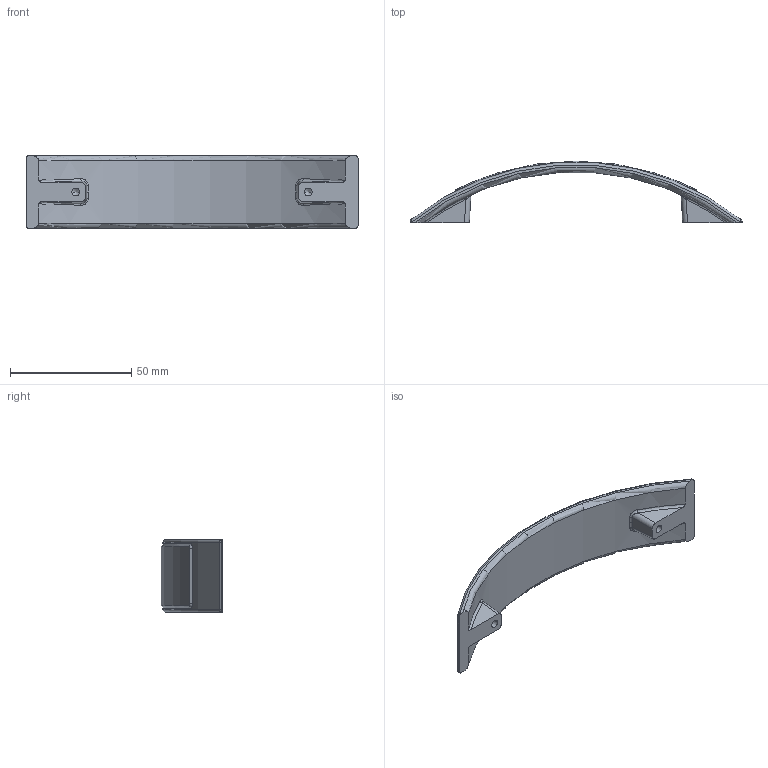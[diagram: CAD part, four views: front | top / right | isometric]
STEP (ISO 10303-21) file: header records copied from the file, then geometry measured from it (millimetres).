
FILE_DESCRIPTION(('Creo Elements/Direct Modeling STEP Export'),'2;1');
FILE_NAME('2184-137.stp','2021-05-27T 8:35:35',(''),(''),'Creo Elements/Direct Modeling STEP processor for AP214 (Solid Model)','Creo Elements/Direct Modeling 20.0 12-Nov-2016 (C) Parametric Technology GmbH','');
FILE_SCHEMA(('AUTOMOTIVE_DESIGN { 1 0 10303 214 1 1 1 1 }'));
Length unit declared in the file: millimetre
Products named in the file (4): Klebeband.01; Griffteil_LA96.01.01; Griffeinlage; Griff
Assembly tree (3 placements, depth 2):
  Griff
    Griffeinlage
    Griffteil_LA96.01.01
    Klebeband.01
Bounding box: 137.17 x 25.5 x 30 mm (x, y, z)
Volume: 20089.1 mm3; surface area: 21164.6 mm2
Topology: 3 solids, 3 shells, 99 faces, 248 edges, 150 vertices
Faces by surface type: bspline 33, cylinder 29, plane 24, torus 4, sphere 4, cone 4, extrusion 1
Entity records: 9978 total; most frequent: CARTESIAN_POINT 7779, ORIENTED_EDGE 480, DIRECTION 347, EDGE_CURVE 240, VERTEX_POINT 150, AXIS2_PLACEMENT_3D 133, EDGE_LOOP 102, FACE_OUTER_BOUND 99
